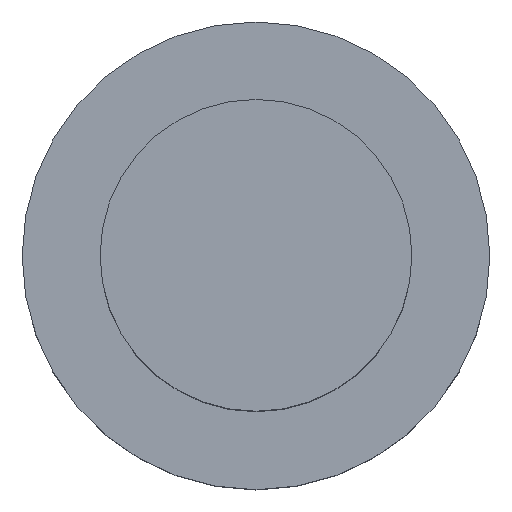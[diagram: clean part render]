
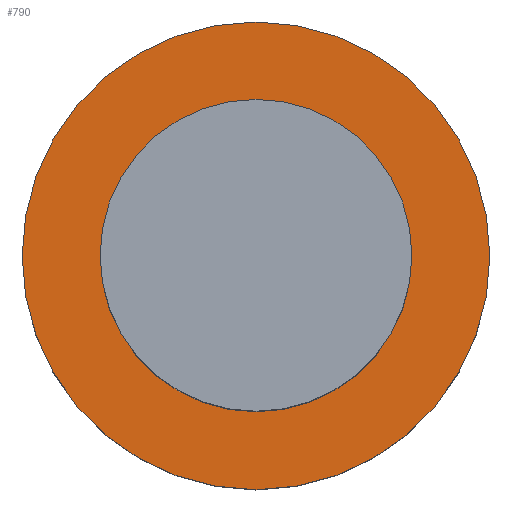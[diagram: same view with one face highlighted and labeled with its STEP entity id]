
A CAD part, top view. The second image highlights one B-rep face of the part: STEP entity #790.
In plain terms, the highlighted planar face has unit normal (0, 0, 1).
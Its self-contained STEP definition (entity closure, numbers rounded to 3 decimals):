
#310=CARTESIAN_POINT('',(10.,0.,0.));
#320=VERTEX_POINT('',#310);
#350=CARTESIAN_POINT('',(0.,0.,0.));
#360=DIRECTION('',(0.,0.,1.));
#370=DIRECTION('',(1.,0.,0.));
#380=AXIS2_PLACEMENT_3D('',#350,#360,#370);
#390=CIRCLE('',#380,10.);
#400=CARTESIAN_POINT('',(-10.,0.,0.));
#410=VERTEX_POINT('',#400);
#420=EDGE_CURVE('',#410,#320,#390,.T.);
#540=CARTESIAN_POINT('',(0.,0.,0.));
#550=DIRECTION('',(0.,0.,1.));
#560=DIRECTION('',(1.,0.,0.));
#570=AXIS2_PLACEMENT_3D('',#540,#550,#560);
#580=PLANE('',#570);
#590=EDGE_CURVE('',#320,#410,#390,.T.);
#600=ORIENTED_EDGE('',*,*,#590,.F.);
#610=ORIENTED_EDGE('',*,*,#420,.F.);
#620=EDGE_LOOP('',(#610,#600));
#630=FACE_BOUND('',#620,.T.);
#640=CARTESIAN_POINT('',(0.,0.,0.));
#650=DIRECTION('',(0.,0.,1.));
#660=DIRECTION('',(1.,0.,0.));
#670=AXIS2_PLACEMENT_3D('',#640,#650,#660);
#680=CIRCLE('',#670,15.);
#690=CARTESIAN_POINT('',(15.,0.,0.));
#700=VERTEX_POINT('',#690);
#710=CARTESIAN_POINT('',(-15.,0.,0.));
#720=VERTEX_POINT('',#710);
#730=EDGE_CURVE('',#700,#720,#680,.T.);
#740=ORIENTED_EDGE('',*,*,#730,.T.);
#750=EDGE_CURVE('',#720,#700,#680,.T.);
#760=ORIENTED_EDGE('',*,*,#750,.T.);
#770=EDGE_LOOP('',(#760,#740));
#780=FACE_OUTER_BOUND('',#770,.T.);
#790=ADVANCED_FACE('',(#630,#780),#580,.T.);
